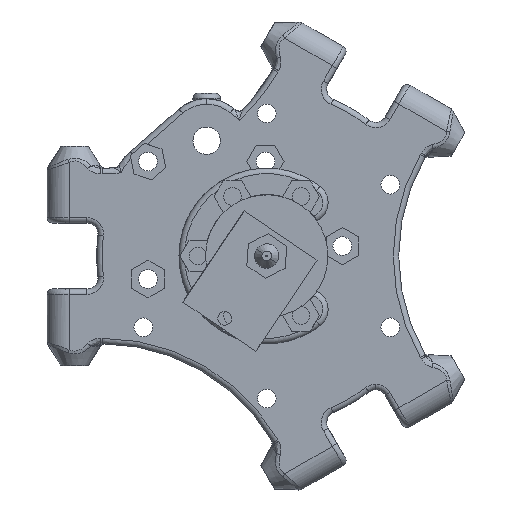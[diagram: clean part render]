
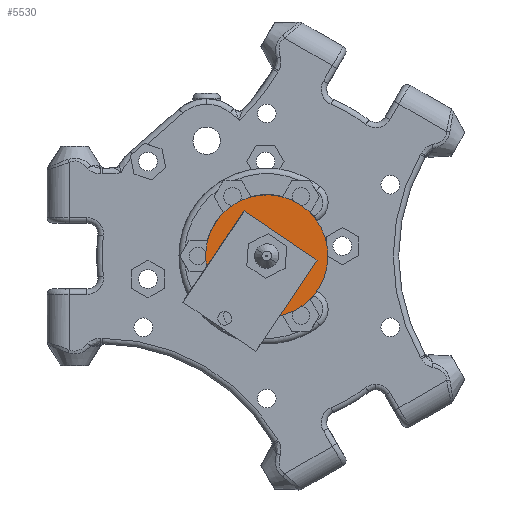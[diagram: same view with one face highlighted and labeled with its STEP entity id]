
A CAD part, front view. The second image highlights one B-rep face of the part: STEP entity #5530.
In plain terms, the highlighted planar face has unit normal (0, -1, 0).
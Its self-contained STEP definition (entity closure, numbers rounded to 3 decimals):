
#491 = CARTESIAN_POINT ( 'NONE',  ( 0., -21.35, -3. ) ) ;
#872 = VERTEX_POINT ( 'NONE', #24609 ) ;
#1586 = CARTESIAN_POINT ( 'NONE',  ( -1.323, -21.35, 3.111 ) ) ;
#1629 = AXIS2_PLACEMENT_3D ( 'NONE', #9145, #6144, #21195 ) ;
#1719 = CARTESIAN_POINT ( 'NONE',  ( 0.501, -21.35, 3.194 ) ) ;
#2772 = CARTESIAN_POINT ( 'NONE',  ( 0., -21.35, 0. ) ) ;
#4627 = CARTESIAN_POINT ( 'NONE',  ( -0.6, -21.35, 3.269 ) ) ;
#4894 = DIRECTION ( 'NONE',  ( 0., 0., -1. ) ) ;
#4960 = CARTESIAN_POINT ( 'NONE',  ( -2.661, -21.35, 1.867 ) ) ;
#5249 = DIRECTION ( 'NONE',  ( 0., 0., 1. ) ) ;
#5306 = DIRECTION ( 'NONE',  ( 0., -1., 0. ) ) ;
#5530 = ADVANCED_FACE ( 'NONE', ( #23352, #22900 ), #38840, .F. ) ;
#5593 = CARTESIAN_POINT ( 'NONE',  ( 0., -21.35, -11.15 ) ) ;
#6144 = DIRECTION ( 'NONE',  ( 0., 1., 0. ) ) ;
#7386 = CARTESIAN_POINT ( 'NONE',  ( 2.32, -21.35, 1.989 ) ) ;
#8229 = CARTESIAN_POINT ( 'NONE',  ( -1.652, -21.35, 2.937 ) ) ;
#8444 = EDGE_LOOP ( 'NONE', ( #34205, #29137, #31842, #11413 ) ) ;
#8483 = CARTESIAN_POINT ( 'NONE',  ( -1.323, -21.35, 3.111 ) ) ;
#9145 = CARTESIAN_POINT ( 'NONE',  ( 0., -21.35, 0. ) ) ;
#10342 = AXIS2_PLACEMENT_3D ( 'NONE', #2772, #5306, #20864 ) ;
#10524 = CARTESIAN_POINT ( 'NONE',  ( 0., -21.35, 11.15 ) ) ;
#10670 = CARTESIAN_POINT ( 'NONE',  ( 2.08, -21.35, 2.281 ) ) ;
#11003 = CARTESIAN_POINT ( 'NONE',  ( -3.026, -21.35, -0.283 ) ) ;
#11130 = CARTESIAN_POINT ( 'NONE',  ( -3.075, -21.35, 0.266 ) ) ;
#11413 = ORIENTED_EDGE ( 'NONE', *, *, #23799, .F. ) ;
#13451 = CARTESIAN_POINT ( 'NONE',  ( 1.025, -21.35, 3.016 ) ) ;
#13711 = CARTESIAN_POINT ( 'NONE',  ( 1.661, -21.35, 2.64 ) ) ;
#13918 = CARTESIAN_POINT ( 'NONE',  ( -2.93, -21.35, -0.642 ) ) ;
#14053 = CARTESIAN_POINT ( 'NONE',  ( -2.987, -21.35, -0.465 ) ) ;
#14119 = VERTEX_POINT ( 'NONE', #39154 ) ;
#14423 = CIRCLE ( 'NONE', #1629, 11.15 ) ;
#14573 = DIRECTION ( 'NONE',  ( 0., 0., 1. ) ) ;
#16111 = EDGE_CURVE ( 'NONE', #23406, #14119, #37878, .T. ) ;
#16311 = EDGE_CURVE ( 'NONE', #14119, #37602, #28659, .T. ) ;
#16509 = CARTESIAN_POINT ( 'NONE',  ( 0.681, -21.35, 3.144 ) ) ;
#16757 = CARTESIAN_POINT ( 'NONE',  ( 2.495, -21.35, 1.666 ) ) ;
#17352 = AXIS2_PLACEMENT_3D ( 'NONE', #38248, #26128, #5249 ) ;
#17721 = B_SPLINE_CURVE_WITH_KNOTS ( 'NONE', 3,
 ( #8483, #8229, #32301, #23560, #4960, #32052, #32177, #11130, #29263, #11003, #14053, #13918 ),
 .UNSPECIFIED., .F., .F.,
 ( 4, 2, 2, 2, 2, 4 ),
 ( 0., 0.001, 0.002, 0.003, 0.004, 0.004 ),
 .UNSPECIFIED. ) ;
#17815 = CIRCLE ( 'NONE', #17352, 11.15 ) ;
#18543 = VERTEX_POINT ( 'NONE', #10524 ) ;
#19406 = EDGE_LOOP ( 'NONE', ( #28218, #20710 ) ) ;
#19417 = CARTESIAN_POINT ( 'NONE',  ( -0.966, -21.35, 3.213 ) ) ;
#19995 = EDGE_CURVE ( 'NONE', #872, #23406, #25869, .T. ) ;
#20075 = CARTESIAN_POINT ( 'NONE',  ( 0., -21.35, 0. ) ) ;
#20710 = ORIENTED_EDGE ( 'NONE', *, *, #20776, .F. ) ;
#20776 = EDGE_CURVE ( 'NONE', #18543, #25329, #14423, .T. ) ;
#20864 = DIRECTION ( 'NONE',  ( 0., 0., -1. ) ) ;
#21195 = DIRECTION ( 'NONE',  ( 0., 0., 1. ) ) ;
#21876 = CARTESIAN_POINT ( 'NONE',  ( -1.323, -21.35, 3.111 ) ) ;
#22581 = CARTESIAN_POINT ( 'NONE',  ( -0.414, -21.35, 3.282 ) ) ;
#22837 = CARTESIAN_POINT ( 'NONE',  ( -0.046, -21.35, 3.278 ) ) ;
#22900 = FACE_BOUND ( 'NONE', #8444, .T. ) ;
#23352 = FACE_OUTER_BOUND ( 'NONE', #19406, .T. ) ;
#23406 = VERTEX_POINT ( 'NONE', #491 ) ;
#23560 = CARTESIAN_POINT ( 'NONE',  ( -2.457, -21.35, 2.172 ) ) ;
#23799 = EDGE_CURVE ( 'NONE', #37602, #872, #17721, .T. ) ;
#24609 = CARTESIAN_POINT ( 'NONE',  ( -2.93, -21.35, -0.642 ) ) ;
#25329 = VERTEX_POINT ( 'NONE', #5593 ) ;
#25869 = CIRCLE ( 'NONE', #29161, 3. ) ;
#26128 = DIRECTION ( 'NONE',  ( 0., 1., 0. ) ) ;
#26609 = DIRECTION ( 'NONE',  ( 0., 1., 0. ) ) ;
#28218 = ORIENTED_EDGE ( 'NONE', *, *, #28293, .F. ) ;
#28293 = EDGE_CURVE ( 'NONE', #25329, #18543, #17815, .T. ) ;
#28531 = CARTESIAN_POINT ( 'NONE',  ( 0.137, -21.35, 3.261 ) ) ;
#28659 = B_SPLINE_CURVE_WITH_KNOTS ( 'NONE', 3,
 ( #16757, #7386, #10670, #13711, #34874, #31699, #13451, #16509, #1719, #28531, #22837, #22581, #4627, #19417, #37497, #1586 ),
 .UNSPECIFIED., .F., .F.,
 ( 4, 2, 2, 2, 2, 2, 2, 4 ),
 ( 0.005, 0.006, 0.007, 0.007, 0.008, 0.008, 0.009, 0.009 ),
 .UNSPECIFIED. ) ;
#29137 = ORIENTED_EDGE ( 'NONE', *, *, #16111, .F. ) ;
#29161 = AXIS2_PLACEMENT_3D ( 'NONE', #20075, #37776, #4894 ) ;
#29263 = CARTESIAN_POINT ( 'NONE',  ( -3.07, -21.35, 0.082 ) ) ;
#31699 = CARTESIAN_POINT ( 'NONE',  ( 1.191, -21.35, 2.937 ) ) ;
#31842 = ORIENTED_EDGE ( 'NONE', *, *, #19995, .F. ) ;
#32052 = CARTESIAN_POINT ( 'NONE',  ( -2.958, -21.35, 1.183 ) ) ;
#32177 = CARTESIAN_POINT ( 'NONE',  ( -3.043, -21.35, 0.824 ) ) ;
#32228 = AXIS2_PLACEMENT_3D ( 'NONE', #32577, #26609, #14573 ) ;
#32301 = CARTESIAN_POINT ( 'NONE',  ( -1.946, -21.35, 2.714 ) ) ;
#32577 = CARTESIAN_POINT ( 'NONE',  ( 0., -21.35, 0. ) ) ;
#34205 = ORIENTED_EDGE ( 'NONE', *, *, #16311, .F. ) ;
#34874 = CARTESIAN_POINT ( 'NONE',  ( 1.51, -21.35, 2.748 ) ) ;
#37497 = CARTESIAN_POINT ( 'NONE',  ( -1.146, -21.35, 3.169 ) ) ;
#37602 = VERTEX_POINT ( 'NONE', #21876 ) ;
#37776 = DIRECTION ( 'NONE',  ( 0., -1., 0. ) ) ;
#37878 = CIRCLE ( 'NONE', #10342, 3. ) ;
#38248 = CARTESIAN_POINT ( 'NONE',  ( 0., -21.35, 0. ) ) ;
#38840 = PLANE ( 'NONE',  #32228 ) ;
#39154 = CARTESIAN_POINT ( 'NONE',  ( 2.495, -21.35, 1.666 ) ) ;
